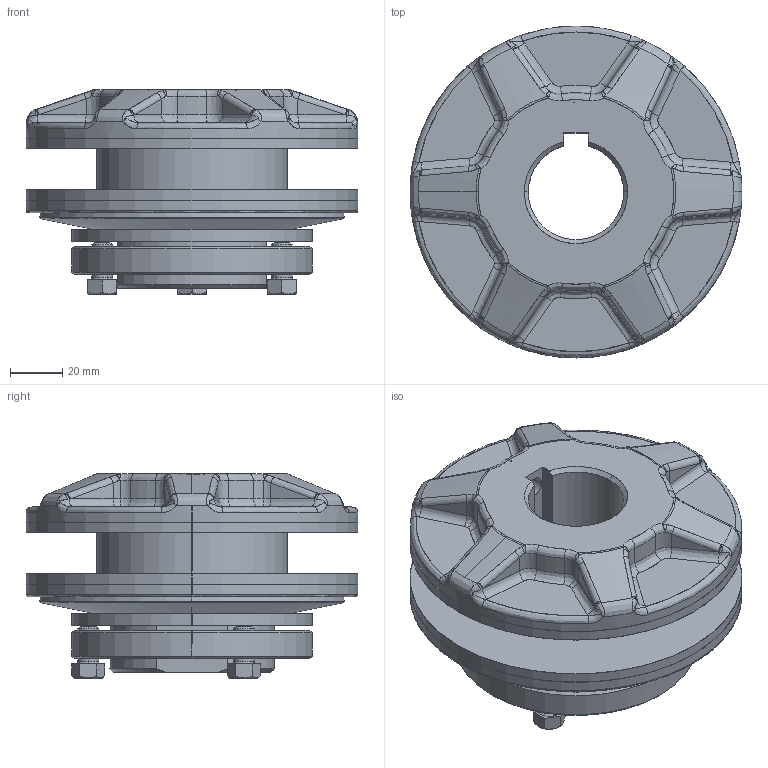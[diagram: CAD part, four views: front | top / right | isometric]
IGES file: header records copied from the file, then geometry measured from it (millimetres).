
Start section: SolidWorks IGES file using analytic representation for surfaces
Global section: file name: 50DEFAU08111719164392.igs; native system: SolidWorks 2011; preprocessor: SolidWorks 2011; author: partstream; date: 110811.171929; units: inch
Bounding box: 127 x 127 x 78.3 mm (x, y, z)
Surface area: 157867.3 mm2 (no closed solid volume)
Topology: 0 solids, 0 shells, 431 faces, 5333 edges, 5327 vertices
Faces by surface type: bspline 287, revolution 144
